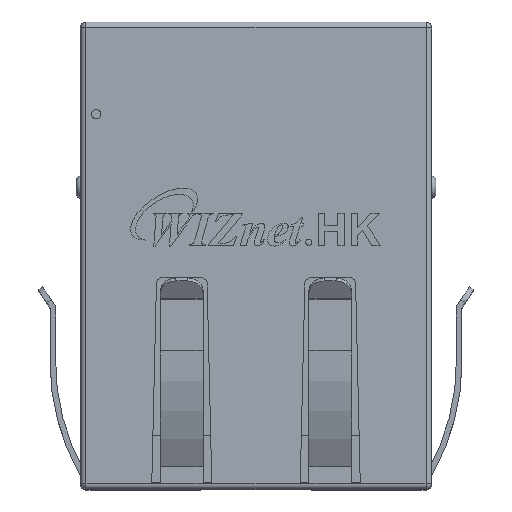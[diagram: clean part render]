
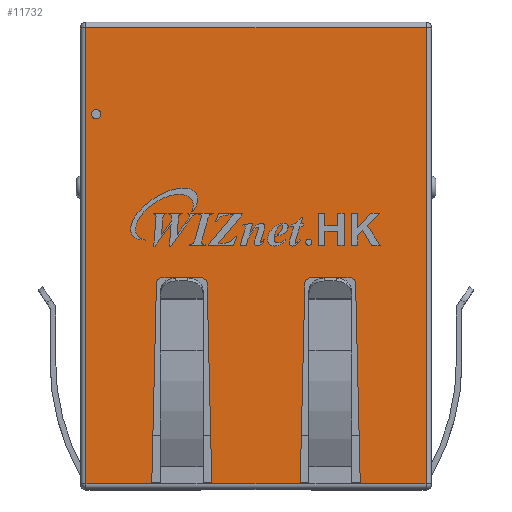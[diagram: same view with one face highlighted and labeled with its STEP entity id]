
A CAD part, top view. The second image highlights one B-rep face of the part: STEP entity #11732.
In plain terms, the highlighted planar face has unit normal (0, 0, 1).
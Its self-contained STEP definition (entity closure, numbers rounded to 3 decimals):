
#630=PLANE('',#12668);
#1578=LINE('',#19015,#2905);
#1583=LINE('',#19029,#2910);
#1587=LINE('',#19041,#2914);
#1751=LINE('',#19669,#3078);
#1755=LINE('',#19678,#3082);
#1758=LINE('',#19686,#3085);
#1765=LINE('',#19699,#3092);
#1766=LINE('',#19701,#3093);
#1767=LINE('',#19703,#3094);
#1768=LINE('',#19705,#3095);
#1769=LINE('',#19707,#3096);
#1770=LINE('',#19708,#3097);
#2905=VECTOR('',#14681,10.);
#2910=VECTOR('',#14694,10.);
#2914=VECTOR('',#14706,10.);
#3078=VECTOR('',#15088,10.);
#3082=VECTOR('',#15098,10.);
#3085=VECTOR('',#15107,10.);
#3092=VECTOR('',#15122,10.);
#3093=VECTOR('',#15123,10.);
#3094=VECTOR('',#15124,10.);
#3095=VECTOR('',#15125,10.);
#3096=VECTOR('',#15126,10.);
#3097=VECTOR('',#15127,10.);
#3990=FACE_OUTER_BOUND('',#4646,.T.);
#4646=EDGE_LOOP('',(#10346,#10347,#10348,#10349,#10350,#10351,#10352,#10353,
#10354,#10355,#10356,#10357,#10358,#10359,#10360,#10361));
#4891=CIRCLE('',#12543,0.3);
#4893=CIRCLE('',#12547,0.3);
#4943=CIRCLE('',#12660,0.3);
#4944=CIRCLE('',#12663,0.3);
#5723=VERTEX_POINT('',#19013);
#5724=VERTEX_POINT('',#19014);
#5727=VERTEX_POINT('',#19022);
#5729=VERTEX_POINT('',#19028);
#5731=VERTEX_POINT('',#19034);
#5733=VERTEX_POINT('',#19040);
#5893=VERTEX_POINT('',#19667);
#5894=VERTEX_POINT('',#19668);
#5895=VERTEX_POINT('',#19673);
#5896=VERTEX_POINT('',#19677);
#5897=VERTEX_POINT('',#19681);
#5898=VERTEX_POINT('',#19685);
#5901=VERTEX_POINT('',#19700);
#5902=VERTEX_POINT('',#19702);
#5903=VERTEX_POINT('',#19704);
#5904=VERTEX_POINT('',#19706);
#7184=EDGE_CURVE('',#5723,#5724,#1578,.T.);
#7188=EDGE_CURVE('',#5724,#5727,#4891,.T.);
#7191=EDGE_CURVE('',#5727,#5729,#1583,.T.);
#7194=EDGE_CURVE('',#5729,#5731,#4893,.T.);
#7197=EDGE_CURVE('',#5731,#5733,#1587,.T.);
#7413=EDGE_CURVE('',#5893,#5894,#1751,.T.);
#7416=EDGE_CURVE('',#5895,#5893,#4943,.T.);
#7418=EDGE_CURVE('',#5896,#5895,#1755,.T.);
#7420=EDGE_CURVE('',#5897,#5896,#4944,.T.);
#7422=EDGE_CURVE('',#5898,#5897,#1758,.T.);
#7429=EDGE_CURVE('',#5898,#5733,#1765,.T.);
#7430=EDGE_CURVE('',#5901,#5894,#1766,.T.);
#7431=EDGE_CURVE('',#5901,#5902,#1767,.T.);
#7432=EDGE_CURVE('',#5903,#5902,#1768,.T.);
#7433=EDGE_CURVE('',#5904,#5903,#1769,.T.);
#7434=EDGE_CURVE('',#5723,#5904,#1770,.T.);
#10346=ORIENTED_EDGE('',*,*,#7197,.T.);
#10347=ORIENTED_EDGE('',*,*,#7429,.F.);
#10348=ORIENTED_EDGE('',*,*,#7422,.T.);
#10349=ORIENTED_EDGE('',*,*,#7420,.T.);
#10350=ORIENTED_EDGE('',*,*,#7418,.T.);
#10351=ORIENTED_EDGE('',*,*,#7416,.T.);
#10352=ORIENTED_EDGE('',*,*,#7413,.T.);
#10353=ORIENTED_EDGE('',*,*,#7430,.F.);
#10354=ORIENTED_EDGE('',*,*,#7431,.T.);
#10355=ORIENTED_EDGE('',*,*,#7432,.F.);
#10356=ORIENTED_EDGE('',*,*,#7433,.F.);
#10357=ORIENTED_EDGE('',*,*,#7434,.F.);
#10358=ORIENTED_EDGE('',*,*,#7184,.T.);
#10359=ORIENTED_EDGE('',*,*,#7188,.T.);
#10360=ORIENTED_EDGE('',*,*,#7191,.T.);
#10361=ORIENTED_EDGE('',*,*,#7194,.T.);
#11732=ADVANCED_FACE('',(#3990),#630,.T.);
#12543=AXIS2_PLACEMENT_3D('',#19023,#14687,#14688);
#12547=AXIS2_PLACEMENT_3D('',#19035,#14699,#14700);
#12660=AXIS2_PLACEMENT_3D('',#19674,#15093,#15094);
#12663=AXIS2_PLACEMENT_3D('',#19682,#15102,#15103);
#12668=AXIS2_PLACEMENT_3D('',#19698,#15120,#15121);
#14681=DIRECTION('',(0.023,1.,0.));
#14687=DIRECTION('center_axis',(0.,0.,-1.));
#14688=DIRECTION('ref_axis',(-1.,0.023,0.));
#14694=DIRECTION('',(1.,0.,0.));
#14699=DIRECTION('center_axis',(0.,0.,-1.));
#14700=DIRECTION('ref_axis',(0.,1.,0.));
#14706=DIRECTION('',(0.023,-1.,0.));
#15088=DIRECTION('',(0.023,-1.,0.));
#15093=DIRECTION('center_axis',(0.,0.,-1.));
#15094=DIRECTION('ref_axis',(1.,0.023,0.));
#15098=DIRECTION('',(1.,0.,0.));
#15102=DIRECTION('center_axis',(0.,0.,-1.));
#15103=DIRECTION('ref_axis',(0.,1.,0.));
#15107=DIRECTION('',(0.023,1.,0.));
#15120=DIRECTION('center_axis',(0.,0.,1.));
#15121=DIRECTION('ref_axis',(1.,0.,0.));
#15122=DIRECTION('',(-1.,0.,0.));
#15123=DIRECTION('',(-1.,0.,0.));
#15124=DIRECTION('',(0.,1.,0.));
#15125=DIRECTION('',(1.,0.,0.));
#15126=DIRECTION('',(0.,1.,0.));
#15127=DIRECTION('',(-1.,0.,0.));
#19013=CARTESIAN_POINT('',(-4.749,-10.396,13.6));
#19014=CARTESIAN_POINT('',(-4.538,-1.287,13.6));
#19015=CARTESIAN_POINT('',(-4.524,-0.681,13.6));
#19022=CARTESIAN_POINT('',(-4.239,-0.994,13.6));
#19023=CARTESIAN_POINT('Origin',(-4.239,-1.294,13.6));
#19028=CARTESIAN_POINT('',(-2.525,-0.994,13.6));
#19029=CARTESIAN_POINT('',(-5.135,-0.994,13.6));
#19034=CARTESIAN_POINT('',(-2.225,-1.287,13.6));
#19035=CARTESIAN_POINT('Origin',(-2.525,-1.294,13.6));
#19040=CARTESIAN_POINT('',(-2.014,-10.396,13.6));
#19041=CARTESIAN_POINT('',(-2.136,-5.134,13.6));
#19667=CARTESIAN_POINT('',(4.538,-1.287,13.6));
#19668=CARTESIAN_POINT('',(4.749,-10.396,13.6));
#19669=CARTESIAN_POINT('',(4.52,-0.502,13.6));
#19673=CARTESIAN_POINT('',(4.239,-0.994,13.6));
#19674=CARTESIAN_POINT('Origin',(4.239,-1.294,13.6));
#19677=CARTESIAN_POINT('',(2.525,-0.994,13.6));
#19678=CARTESIAN_POINT('',(-2.611,-0.994,13.6));
#19681=CARTESIAN_POINT('',(2.225,-1.287,13.6));
#19682=CARTESIAN_POINT('Origin',(2.525,-1.294,13.6));
#19685=CARTESIAN_POINT('',(2.014,-10.396,13.6));
#19686=CARTESIAN_POINT('',(2.132,-5.314,13.6));
#19698=CARTESIAN_POINT('Origin',(-7.746,0.,13.6));
#19699=CARTESIAN_POINT('',(-1.873,-10.396,13.6));
#19700=CARTESIAN_POINT('',(7.746,-10.396,13.6));
#19701=CARTESIAN_POINT('',(-1.873,-10.396,13.6));
#19702=CARTESIAN_POINT('',(7.746,10.396,13.6));
#19703=CARTESIAN_POINT('',(7.746,0.,13.6));
#19704=CARTESIAN_POINT('',(-7.746,10.396,13.6));
#19705=CARTESIAN_POINT('',(-1.873,10.396,13.6));
#19706=CARTESIAN_POINT('',(-7.746,-10.396,13.6));
#19707=CARTESIAN_POINT('',(-7.746,0.,13.6));
#19708=CARTESIAN_POINT('',(-1.873,-10.396,13.6));
